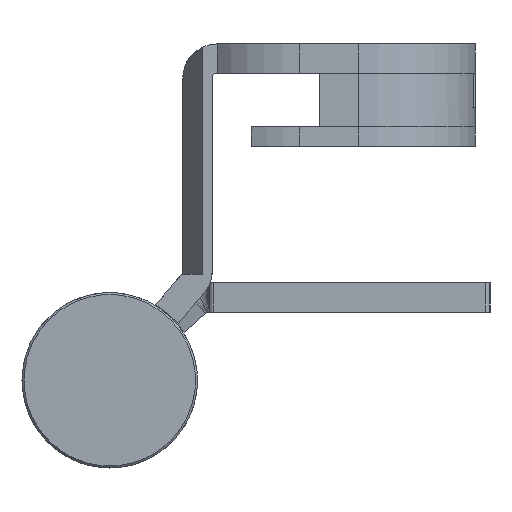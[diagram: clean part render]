
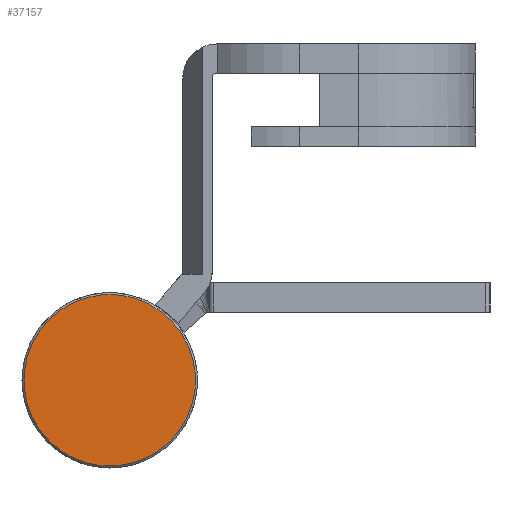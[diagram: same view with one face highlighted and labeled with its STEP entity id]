
A CAD part, left-side view. The second image highlights one B-rep face of the part: STEP entity #37157.
In plain terms, the highlighted face is planar.
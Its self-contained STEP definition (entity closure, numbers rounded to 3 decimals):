
#2187 = ORIENTED_EDGE ( 'NONE', *, *, #35412, .F. ) ;
#3980 = CIRCLE ( 'NONE', #28051, 8.8 ) ;
#6113 = VERTEX_POINT ( 'NONE', #14343 ) ;
#7376 = ORIENTED_EDGE ( 'NONE', *, *, #31285, .F. ) ;
#8051 = DIRECTION ( 'NONE',  ( -1., 0., 0. ) ) ;
#9847 = PLANE ( 'NONE',  #42326 ) ;
#14343 = CARTESIAN_POINT ( 'NONE',  ( 37., 0., -8.8 ) ) ;
#20039 = AXIS2_PLACEMENT_3D ( 'NONE', #33098, #41134, #49159 ) ;
#21290 = DIRECTION ( 'NONE',  ( -1., 0., 0. ) ) ;
#24708 = VERTEX_POINT ( 'NONE', #48940 ) ;
#27803 = CARTESIAN_POINT ( 'NONE',  ( 37., 0., 0. ) ) ;
#28051 = AXIS2_PLACEMENT_3D ( 'NONE', #27803, #8051, #39253 ) ;
#29872 = FACE_OUTER_BOUND ( 'NONE', #38716, .T. ) ;
#31285 = EDGE_CURVE ( 'NONE', #6113, #24708, #3980, .T. ) ;
#32991 = CARTESIAN_POINT ( 'NONE',  ( 37., 8.8, 0. ) ) ;
#33098 = CARTESIAN_POINT ( 'NONE',  ( 37., 0., 0. ) ) ;
#35412 = EDGE_CURVE ( 'NONE', #24708, #6113, #36651, .T. ) ;
#36651 = CIRCLE ( 'NONE', #20039, 8.8 ) ;
#37157 = ADVANCED_FACE ( 'NONE', ( #29872 ), #9847, .F. ) ;
#38716 = EDGE_LOOP ( 'NONE', ( #2187, #7376 ) ) ;
#39253 = DIRECTION ( 'NONE',  ( 0., 0., 1. ) ) ;
#41134 = DIRECTION ( 'NONE',  ( -1., 0., 0. ) ) ;
#42326 = AXIS2_PLACEMENT_3D ( 'NONE', #32991, #21290, #49307 ) ;
#48940 = CARTESIAN_POINT ( 'NONE',  ( 37., 0., 8.8 ) ) ;
#49159 = DIRECTION ( 'NONE',  ( 0., 0., 1. ) ) ;
#49307 = DIRECTION ( 'NONE',  ( 0., 0., 1. ) ) ;
